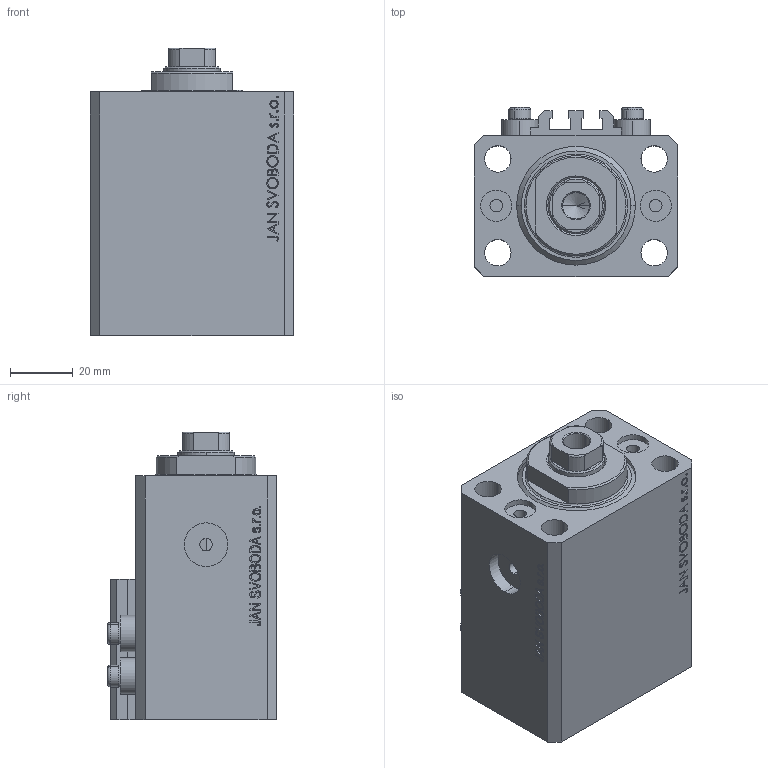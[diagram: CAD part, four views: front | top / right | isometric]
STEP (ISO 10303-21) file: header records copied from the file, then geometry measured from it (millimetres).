
FILE_DESCRIPTION (( 'STEP AP203' ), '1' );
FILE_NAME ('5641.STEP', '2023-10-07T14:39:37', ( '' ), ( '' ), 'SwSTEP 2.0', 'SolidWorks 2019', '' );
FILE_SCHEMA (( 'CONFIG_CONTROL_DESIGN' ));
Length unit declared in the file: millimetre
Products named in the file (5): V250CE_C_VCP 0dcde9e1dd5b068f39fadc8ee48bf62c; V250CE_C_Body 0dcde9e1dd5b068f39fadc8ee48bf62c; ALLEN BOLT V250CE 0dcde9e1dd5b068f39fadc8ee48bf62c; 5641; V250CE_VC_C 0dcde9e1dd5b068f39fadc8ee48bf62c
Assembly tree (7 placements, depth 2):
  5641
    V250CE_C_Body 0dcde9e1dd5b068f39fadc8ee48bf62c
    ALLEN BOLT V250CE 0dcde9e1dd5b068f39fadc8ee48bf62c  x4
    V250CE_C_VCP 0dcde9e1dd5b068f39fadc8ee48bf62c
    V250CE_VC_C 0dcde9e1dd5b068f39fadc8ee48bf62c
Bounding box: 65 x 54 x 92 mm (x, y, z)
Volume: 214508.6 mm3; surface area: 57821.2 mm2
Topology: 8 solids, 8 shells, 1034 faces, 2598 edges, 1699 vertices
Faces by surface type: plane 504, bspline 374, cylinder 86, cone 56, torus 14
Entity records: 47226 total; most frequent: CARTESIAN_POINT 25876, ORIENTED_EDGE 4886, DIRECTION 3033, EDGE_CURVE 2443, VERTEX_POINT 1615, VECTOR 1485, LINE 1485, EDGE_LOOP 1082
